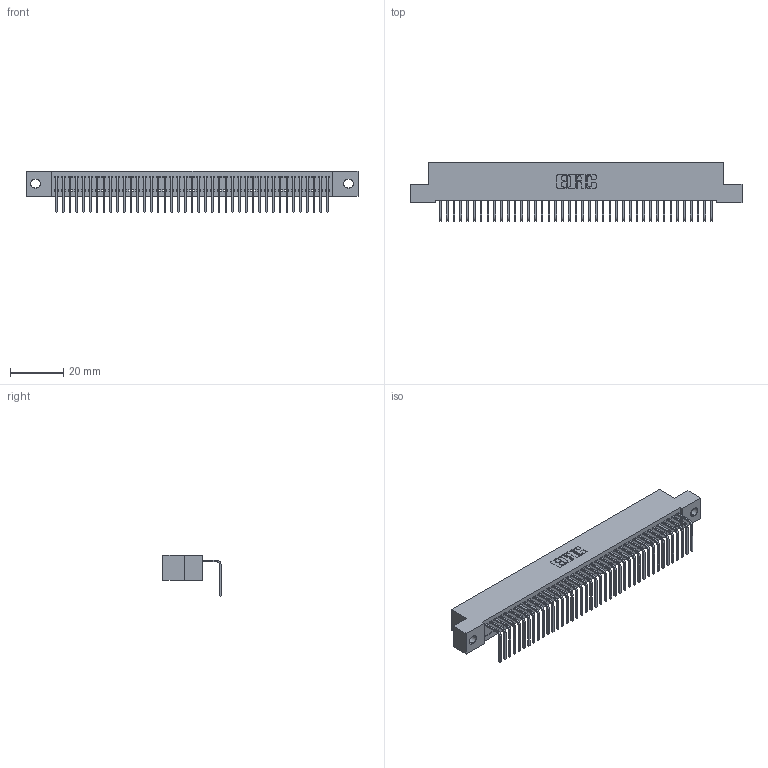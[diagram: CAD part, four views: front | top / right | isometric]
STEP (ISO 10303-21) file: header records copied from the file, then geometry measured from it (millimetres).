
FILE_DESCRIPTION (( 'STEP AP203' ), '1' );
FILE_NAME ('342-041-558-102.STEP', '2019-10-02T17:29:46', ( '' ), ( '' ), 'SwSTEP 2.0', 'SolidWorks 2016', '' );
FILE_SCHEMA (( 'CONFIG_CONTROL_DESIGN' ));
Length unit declared in the file: inch
Products named in the file (3): 342 Part_.128 Slot; 345-292-001_558 Tail - 2; 342-041-558-102
Assembly tree (42 placements, depth 2):
  342-041-558-102
    342 Part_.128 Slot
    345-292-001_558 Tail - 2  x41
Bounding box: 124.46 x 21.91 x 15.62 mm (x, y, z)
Volume: 10993.4 mm3; surface area: 16660.1 mm2
Topology: 42 solids, 42 shells, 2574 faces, 7773 edges, 5126 vertices
Faces by surface type: plane 1874, cylinder 700
Entity records: 25281 total; most frequent: CARTESIAN_POINT 4369, ORIENTED_EDGE 4346, DIRECTION 3687, EDGE_CURVE 2173, VECTOR 2045, LINE 2045, VERTEX_POINT 1446, AXIS2_PLACEMENT_3D 821
